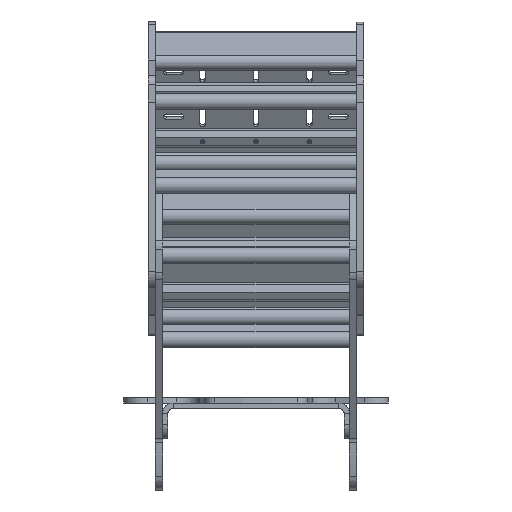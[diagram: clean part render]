
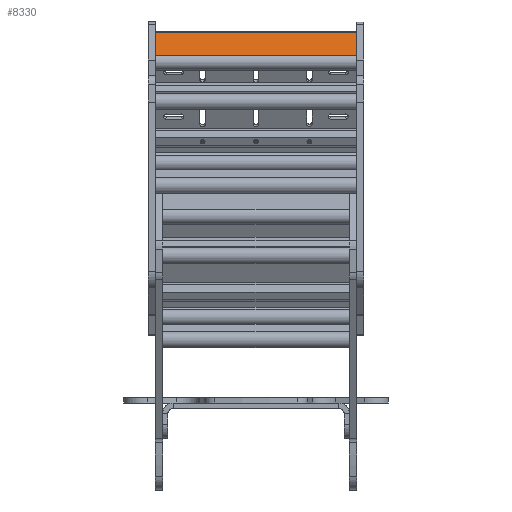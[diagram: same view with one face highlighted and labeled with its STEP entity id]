
A CAD part, left-side view. The second image highlights one B-rep face of the part: STEP entity #8330.
In plain terms, the highlighted face is planar.
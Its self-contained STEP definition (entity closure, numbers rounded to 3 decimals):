
#460=PLANE('',#9187);
#859=FACE_OUTER_BOUND('',#1465,.T.);
#1465=EDGE_LOOP('',(#7192,#7193,#7194,#7195));
#2127=LINE('',#13694,#2895);
#2128=LINE('',#13697,#2896);
#2129=LINE('',#13699,#2897);
#2130=LINE('',#13700,#2898);
#2895=VECTOR('',#11266,10.);
#2896=VECTOR('',#11269,10.);
#2897=VECTOR('',#11270,10.);
#2898=VECTOR('',#11271,10.);
#4116=VERTEX_POINT('',#13690);
#4117=VERTEX_POINT('',#13692);
#4118=VERTEX_POINT('',#13696);
#4119=VERTEX_POINT('',#13698);
#5215=EDGE_CURVE('',#4116,#4117,#2127,.T.);
#5216=EDGE_CURVE('',#4116,#4118,#2128,.T.);
#5217=EDGE_CURVE('',#4119,#4117,#2129,.T.);
#5218=EDGE_CURVE('',#4118,#4119,#2130,.T.);
#7192=ORIENTED_EDGE('',*,*,#5216,.F.);
#7193=ORIENTED_EDGE('',*,*,#5215,.T.);
#7194=ORIENTED_EDGE('',*,*,#5217,.F.);
#7195=ORIENTED_EDGE('',*,*,#5218,.F.);
#8330=ADVANCED_FACE('',(#859),#460,.T.);
#9187=AXIS2_PLACEMENT_3D('',#13695,#11267,#11268);
#11266=DIRECTION('',(0.,1.,0.));
#11267=DIRECTION('center_axis',(-1.,0.,0.));
#11268=DIRECTION('ref_axis',(0.,0.,1.));
#11269=DIRECTION('',(0.,0.,-1.));
#11270=DIRECTION('',(0.,0.,1.));
#11271=DIRECTION('',(0.,1.,0.));
#13690=CARTESIAN_POINT('',(0.,0.,29.5));
#13692=CARTESIAN_POINT('',(0.,113.,29.5));
#13694=CARTESIAN_POINT('',(0.,0.,29.5));
#13695=CARTESIAN_POINT('Origin',(0.,0.,4.5));
#13696=CARTESIAN_POINT('',(0.,0.,4.5));
#13697=CARTESIAN_POINT('',(0.,0.,29.5));
#13698=CARTESIAN_POINT('',(0.,113.,4.5));
#13699=CARTESIAN_POINT('',(0.,113.,29.5));
#13700=CARTESIAN_POINT('',(0.,0.,4.5));
